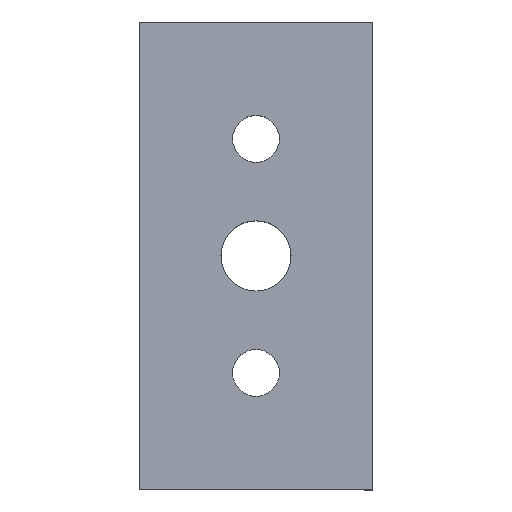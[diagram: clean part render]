
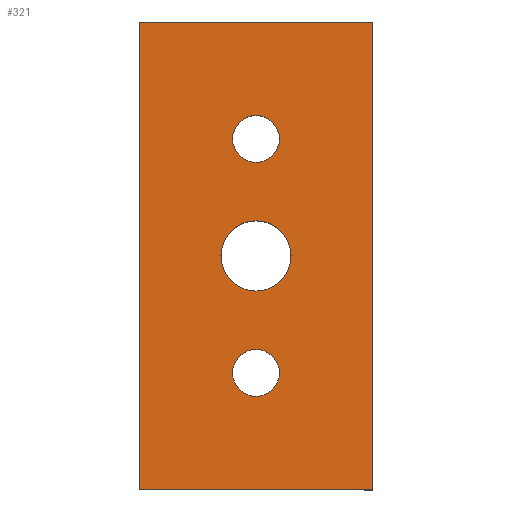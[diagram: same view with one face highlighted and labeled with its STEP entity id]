
A CAD part, top view. The second image highlights one B-rep face of the part: STEP entity #321.
In plain terms, the highlighted planar face has unit normal (0, 0, 1).
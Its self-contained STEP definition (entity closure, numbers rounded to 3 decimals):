
#8 = AXIS2_PLACEMENT_3D ( 'NONE', #143, #239, #103 ) ;
#10 = FACE_BOUND ( 'NONE', #358, .T. ) ;
#13 = CIRCLE ( 'NONE', #235, 6. ) ;
#14 = DIRECTION ( 'NONE',  ( 0., 0., 1. ) ) ;
#29 = CARTESIAN_POINT ( 'NONE',  ( -6., 0., 0. ) ) ;
#32 = LINE ( 'NONE', #83, #88 ) ;
#35 = CARTESIAN_POINT ( 'NONE',  ( 0., 16., 0. ) ) ;
#63 = AXIS2_PLACEMENT_3D ( 'NONE', #515, #344, #297 ) ;
#65 = DIRECTION ( 'NONE',  ( 1., 0., 0. ) ) ;
#67 = CIRCLE ( 'NONE', #8, 4. ) ;
#69 = DIRECTION ( 'NONE',  ( 0., -1., 0. ) ) ;
#70 = DIRECTION ( 'NONE',  ( 0., 0., -1. ) ) ;
#83 = CARTESIAN_POINT ( 'NONE',  ( -20., -40., 0. ) ) ;
#88 = VECTOR ( 'NONE', #250, 1000. ) ;
#92 = VECTOR ( 'NONE', #69, 1000. ) ;
#98 = FACE_OUTER_BOUND ( 'NONE', #104, .T. ) ;
#100 = CARTESIAN_POINT ( 'NONE',  ( -20., -40., 0. ) ) ;
#101 = EDGE_CURVE ( 'NONE', #444, #175, #228, .T. ) ;
#103 = DIRECTION ( 'NONE',  ( 0., 1., 0. ) ) ;
#104 = EDGE_LOOP ( 'NONE', ( #141, #284, #538, #222 ) ) ;
#108 = CARTESIAN_POINT ( 'NONE',  ( 6., 0., 0. ) ) ;
#109 = CARTESIAN_POINT ( 'NONE',  ( 0., 24., 0. ) ) ;
#112 = CIRCLE ( 'NONE', #392, 4. ) ;
#114 = VERTEX_POINT ( 'NONE', #139 ) ;
#117 = AXIS2_PLACEMENT_3D ( 'NONE', #550, #372, #65 ) ;
#136 = CIRCLE ( 'NONE', #530, 4. ) ;
#138 = ORIENTED_EDGE ( 'NONE', *, *, #163, .T. ) ;
#139 = CARTESIAN_POINT ( 'NONE',  ( 20., -40., 0. ) ) ;
#141 = ORIENTED_EDGE ( 'NONE', *, *, #101, .T. ) ;
#143 = CARTESIAN_POINT ( 'NONE',  ( 0., 20., 0. ) ) ;
#147 = CARTESIAN_POINT ( 'NONE',  ( 0., -24., 0. ) ) ;
#155 = VERTEX_POINT ( 'NONE', #359 ) ;
#163 = EDGE_CURVE ( 'NONE', #413, #505, #169, .T. ) ;
#165 = LINE ( 'NONE', #564, #353 ) ;
#169 = CIRCLE ( 'NONE', #509, 4. ) ;
#175 = VERTEX_POINT ( 'NONE', #100 ) ;
#196 = VERTEX_POINT ( 'NONE', #108 ) ;
#197 = EDGE_CURVE ( 'NONE', #155, #313, #136, .T. ) ;
#222 = ORIENTED_EDGE ( 'NONE', *, *, #485, .T. ) ;
#228 = LINE ( 'NONE', #419, #92 ) ;
#235 = AXIS2_PLACEMENT_3D ( 'NONE', #541, #14, #457 ) ;
#239 = DIRECTION ( 'NONE',  ( 0., 0., -1. ) ) ;
#250 = DIRECTION ( 'NONE',  ( 1., 0., 0. ) ) ;
#251 = DIRECTION ( 'NONE',  ( 0., 1., 0. ) ) ;
#255 = ORIENTED_EDGE ( 'NONE', *, *, #346, .F. ) ;
#278 = DIRECTION ( 'NONE',  ( 0., 0., -1. ) ) ;
#281 = EDGE_LOOP ( 'NONE', ( #356, #255 ) ) ;
#282 = CARTESIAN_POINT ( 'NONE',  ( 0., -20., 0. ) ) ;
#283 = CARTESIAN_POINT ( 'NONE',  ( 0., -20., 0. ) ) ;
#284 = ORIENTED_EDGE ( 'NONE', *, *, #507, .T. ) ;
#297 = DIRECTION ( 'NONE',  ( 1., 0., 0. ) ) ;
#313 = VERTEX_POINT ( 'NONE', #147 ) ;
#316 = ORIENTED_EDGE ( 'NONE', *, *, #435, .T. ) ;
#321 = ADVANCED_FACE ( 'NONE', ( #376, #10, #452, #98 ), #325, .T. ) ;
#325 = PLANE ( 'NONE',  #117 ) ;
#326 = VERTEX_POINT ( 'NONE', #332 ) ;
#332 = CARTESIAN_POINT ( 'NONE',  ( 20., 40., 0. ) ) ;
#344 = DIRECTION ( 'NONE',  ( 0., 0., 1. ) ) ;
#346 = EDGE_CURVE ( 'NONE', #455, #196, #13, .T. ) ;
#353 = VECTOR ( 'NONE', #554, 1000. ) ;
#356 = ORIENTED_EDGE ( 'NONE', *, *, #526, .F. ) ;
#358 = EDGE_LOOP ( 'NONE', ( #469, #316 ) ) ;
#359 = CARTESIAN_POINT ( 'NONE',  ( 0., -16., 0. ) ) ;
#367 = EDGE_LOOP ( 'NONE', ( #138, #414 ) ) ;
#369 = DIRECTION ( 'NONE',  ( 0., 1., 0. ) ) ;
#371 = EDGE_CURVE ( 'NONE', #505, #413, #67, .T. ) ;
#372 = DIRECTION ( 'NONE',  ( 0., 0., 1. ) ) ;
#376 = FACE_BOUND ( 'NONE', #281, .T. ) ;
#389 = VECTOR ( 'NONE', #427, 1000. ) ;
#392 = AXIS2_PLACEMENT_3D ( 'NONE', #283, #70, #421 ) ;
#413 = VERTEX_POINT ( 'NONE', #109 ) ;
#414 = ORIENTED_EDGE ( 'NONE', *, *, #371, .T. ) ;
#419 = CARTESIAN_POINT ( 'NONE',  ( -20., 40., 0. ) ) ;
#421 = DIRECTION ( 'NONE',  ( 0., 1., 0. ) ) ;
#427 = DIRECTION ( 'NONE',  ( -1., 0., 0. ) ) ;
#435 = EDGE_CURVE ( 'NONE', #313, #155, #112, .T. ) ;
#444 = VERTEX_POINT ( 'NONE', #534 ) ;
#452 = FACE_BOUND ( 'NONE', #367, .T. ) ;
#455 = VERTEX_POINT ( 'NONE', #29 ) ;
#457 = DIRECTION ( 'NONE',  ( 1., 0., 0. ) ) ;
#459 = DIRECTION ( 'NONE',  ( 0., 0., -1. ) ) ;
#469 = ORIENTED_EDGE ( 'NONE', *, *, #197, .T. ) ;
#472 = EDGE_CURVE ( 'NONE', #114, #326, #165, .T. ) ;
#477 = CARTESIAN_POINT ( 'NONE',  ( 20., 40., 0. ) ) ;
#485 = EDGE_CURVE ( 'NONE', #326, #444, #557, .T. ) ;
#505 = VERTEX_POINT ( 'NONE', #35 ) ;
#507 = EDGE_CURVE ( 'NONE', #175, #114, #32, .T. ) ;
#509 = AXIS2_PLACEMENT_3D ( 'NONE', #548, #278, #369 ) ;
#515 = CARTESIAN_POINT ( 'NONE',  ( 0., 0., 0. ) ) ;
#526 = EDGE_CURVE ( 'NONE', #196, #455, #560, .T. ) ;
#530 = AXIS2_PLACEMENT_3D ( 'NONE', #282, #459, #251 ) ;
#534 = CARTESIAN_POINT ( 'NONE',  ( -20., 40., 0. ) ) ;
#538 = ORIENTED_EDGE ( 'NONE', *, *, #472, .T. ) ;
#541 = CARTESIAN_POINT ( 'NONE',  ( 0., 0., 0. ) ) ;
#548 = CARTESIAN_POINT ( 'NONE',  ( 0., 20., 0. ) ) ;
#550 = CARTESIAN_POINT ( 'NONE',  ( -20., -40., 0. ) ) ;
#554 = DIRECTION ( 'NONE',  ( 0., 1., 0. ) ) ;
#557 = LINE ( 'NONE', #477, #389 ) ;
#560 = CIRCLE ( 'NONE', #63, 6. ) ;
#564 = CARTESIAN_POINT ( 'NONE',  ( 20., -40., 0. ) ) ;
